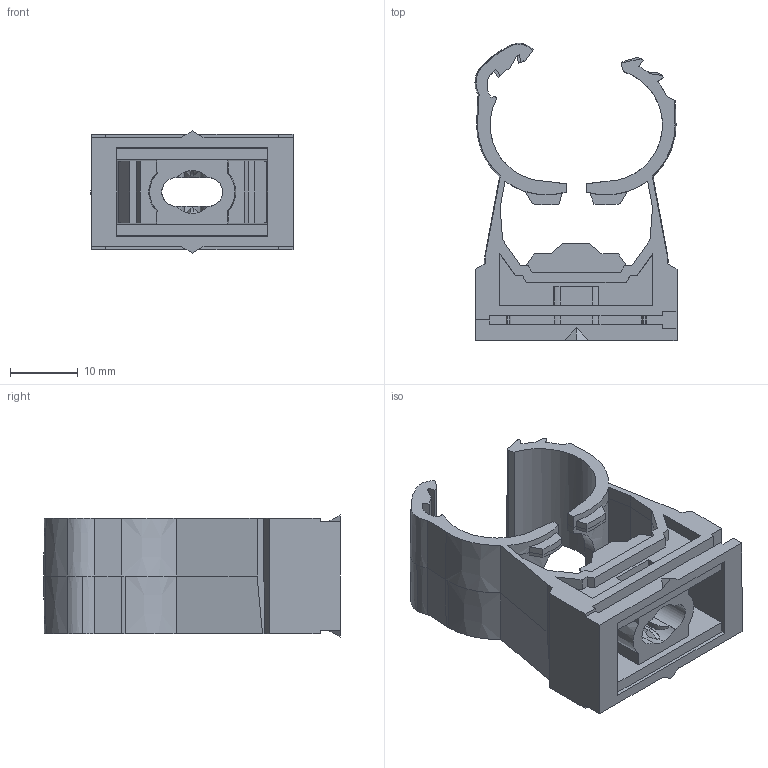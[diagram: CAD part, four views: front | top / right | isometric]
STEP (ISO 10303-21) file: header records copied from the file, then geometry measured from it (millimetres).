
FILE_DESCRIPTION (( 'STEP AP214' ), '1' );
FILE_NAME ('2147308.STEP', '2025-06-26T09:46:29', ( '' ), ( '' ), 'SwSTEP 2.0', 'SolidWorks 2024', '' );
FILE_SCHEMA (( 'AUTOMOTIVE_DESIGN' ));
Length unit declared in the file: millimetre
Products named in the file (1): 2147308
Bounding box: 29.79 x 43.78 x 18 mm (x, y, z)
Volume: 5933.4 mm3; surface area: 6742.4 mm2
Topology: 1 solids, 1 shells, 286 faces, 804 edges, 523 vertices
Faces by surface type: plane 212, cylinder 48, cone 26
Entity records: 9313 total; most frequent: CARTESIAN_POINT 1955, ORIENTED_EDGE 1608, DIRECTION 1434, EDGE_CURVE 804, VECTOR 606, LINE 606, VERTEX_POINT 523, AXIS2_PLACEMENT_3D 414
